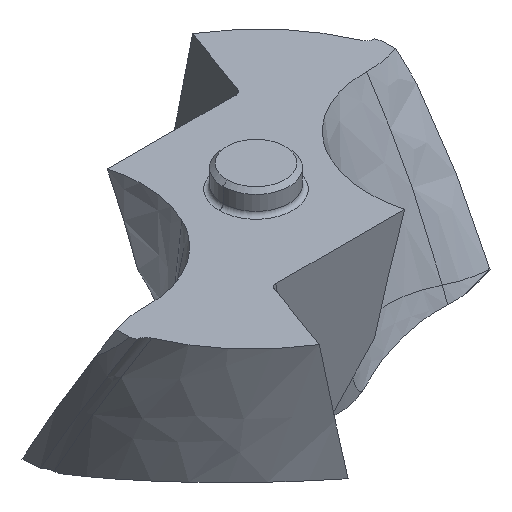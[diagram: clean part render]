
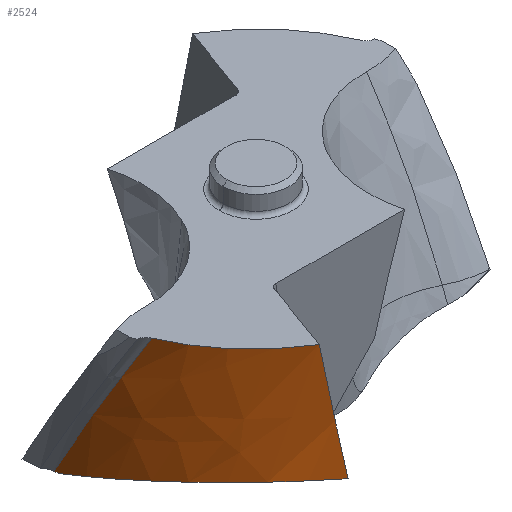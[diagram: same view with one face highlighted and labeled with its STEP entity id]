
A CAD part, isometric view. The second image highlights one B-rep face of the part: STEP entity #2524.
In plain terms, the highlighted free-form (B-spline) face has degree [3, 3] with [7, 5] control points.
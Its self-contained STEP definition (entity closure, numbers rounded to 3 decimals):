
#169=CARTESIAN_POINT('',(-3.871,-6.251,
0.));
#170=CARTESIAN_POINT('',(-4.426,-5.918,
0.));
#171=CARTESIAN_POINT('',(-5.621,-4.966,
0.));
#172=CARTESIAN_POINT('',(-6.47,-3.683,
0.));
#173=CARTESIAN_POINT('',(-6.812,-2.887,
0.));
#464=CARTESIAN_POINT('',(-7.398,0.2,
-5.587));
#780=CARTESIAN_POINT('',(-3.15,-6.612,
-4.546));
#781=CARTESIAN_POINT('',(-3.339,-6.524,
-4.511));
#782=CARTESIAN_POINT('',(-3.706,-6.333,
-4.452));
#783=CARTESIAN_POINT('',(-4.201,-6.027,
-4.39));
#784=CARTESIAN_POINT('',(-4.697,-5.661,
-4.351));
#785=CARTESIAN_POINT('',(-5.146,-5.269,
-4.34));
#786=CARTESIAN_POINT('',(-5.556,-4.848,
-4.354));
#787=CARTESIAN_POINT('',(-5.926,-4.402,
-4.392));
#788=CARTESIAN_POINT('',(-6.262,-3.921,
-4.455));
#789=CARTESIAN_POINT('',(-6.544,-3.445,
-4.537));
#790=CARTESIAN_POINT('',(-6.805,-2.911,
-4.649));
#791=CARTESIAN_POINT('',(-7.016,-2.366,
-4.784));
#792=CARTESIAN_POINT('',(-7.179,-1.824,
-4.934));
#793=CARTESIAN_POINT('',(-7.308,-1.222,
-5.12));
#794=CARTESIAN_POINT('',(-7.382,-0.631,
-5.322));
#795=CARTESIAN_POINT('',(-7.401,-0.212,
-5.478));
#796=CARTESIAN_POINT('',(-7.401,0.,
-5.56));
#798=CARTESIAN_POINT('',(-7.401,0.,
-5.56));
#799=CARTESIAN_POINT('',(-7.401,0.022,
-5.563));
#800=CARTESIAN_POINT('',(-7.4,0.067,
-5.569));
#801=CARTESIAN_POINT('',(-7.399,0.133,
-5.578));
#802=CARTESIAN_POINT('',(-7.398,0.177,
-5.584));
#803=CARTESIAN_POINT('',(-7.398,0.2,
-5.587));
#805=CARTESIAN_POINT('',(-7.398,0.2,
-5.587));
#806=CARTESIAN_POINT('',(-7.418,-0.403,
-4.491));
#807=CARTESIAN_POINT('',(-7.318,-1.449,
-2.629));
#808=CARTESIAN_POINT('',(-6.986,-2.475,
-0.766));
#809=CARTESIAN_POINT('',(-6.812,-2.887,
0.));
#811=CARTESIAN_POINT('',(-3.871,-6.251,
0.));
#812=CARTESIAN_POINT('',(-3.813,-6.27,
-0.348));
#813=CARTESIAN_POINT('',(-3.704,-6.307,
-1.004));
#814=CARTESIAN_POINT('',(-3.561,-6.362,
-1.872));
#815=CARTESIAN_POINT('',(-3.439,-6.419,
-2.628));
#816=CARTESIAN_POINT('',(-3.333,-6.478,
-3.312));
#817=CARTESIAN_POINT('',(-3.237,-6.542,
-3.947));
#818=CARTESIAN_POINT('',(-3.178,-6.588,
-4.351));
#819=CARTESIAN_POINT('',(-3.15,-6.612,
-4.546));
#971=CARTESIAN_POINT('',(-3.871,-6.251,
0.));
#972=VERTEX_POINT('',#971);
#973=VERTEX_POINT('',#173);
#1004=CARTESIAN_POINT('',(-7.401,0.,
-5.56));
#1005=VERTEX_POINT('',#1004);
#1006=VERTEX_POINT('',#780);
#1021=VERTEX_POINT('',#464);
#2480=CARTESIAN_POINT('',(-3.471,-6.531,
-5.643));
#2481=CARTESIAN_POINT('',(-3.024,-6.674,
-4.529));
#2482=CARTESIAN_POINT('',(-2.123,-6.943,
-2.63));
#2483=CARTESIAN_POINT('',(-0.981,-7.19,
-0.731));
#2484=CARTESIAN_POINT('',(-0.47,-7.281,
0.053));
#2485=CARTESIAN_POINT('',(-3.56,-6.484,
-5.643));
#2486=CARTESIAN_POINT('',(-3.115,-6.636,
-4.529));
#2487=CARTESIAN_POINT('',(-2.217,-6.918,
-2.63));
#2488=CARTESIAN_POINT('',(-1.079,-7.18,
-0.731));
#2489=CARTESIAN_POINT('',(-0.569,-7.277,
0.053));
#2490=CARTESIAN_POINT('',(-4.418,-6.006,
-5.643));
#2491=CARTESIAN_POINT('',(-3.994,-6.239,
-4.529));
#2492=CARTESIAN_POINT('',(-3.131,-6.659,
-2.63));
#2493=CARTESIAN_POINT('',(-2.028,-7.058,
-0.731));
#2494=CARTESIAN_POINT('',(-1.533,-7.212,
0.053));
#2495=CARTESIAN_POINT('',(-5.858,-4.775,
-5.643));
#2496=CARTESIAN_POINT('',(-5.504,-5.153,
-4.529));
#2497=CARTESIAN_POINT('',(-4.76,-5.82,
-2.63));
#2498=CARTESIAN_POINT('',(-3.776,-6.466,
-0.731));
#2499=CARTESIAN_POINT('',(-3.33,-6.722,
0.053));
#2500=CARTESIAN_POINT('',(-7.174,-2.399,
-5.643));
#2501=CARTESIAN_POINT('',(-6.986,-2.936,
-4.529));
#2502=CARTESIAN_POINT('',(-6.526,-3.875,
-2.63));
#2503=CARTESIAN_POINT('',(-5.826,-4.793,
-0.731));
#2504=CARTESIAN_POINT('',(-5.497,-5.161,
0.053));
#2505=CARTESIAN_POINT('',(-7.432,-0.597,
-5.643));
#2506=CARTESIAN_POINT('',(-7.386,-1.195,
-4.529));
#2507=CARTESIAN_POINT('',(-7.17,-2.236,
-2.63));
#2508=CARTESIAN_POINT('',(-6.713,-3.255,
-0.731));
#2509=CARTESIAN_POINT('',(-6.484,-3.666,
0.053));
#2510=CARTESIAN_POINT('',(-7.394,0.311,
-5.643));
#2511=CARTESIAN_POINT('',(-7.424,-0.303,
-4.529));
#2512=CARTESIAN_POINT('',(-7.335,-1.372,
-2.63));
#2513=CARTESIAN_POINT('',(-7.006,-2.42,
-0.731));
#2514=CARTESIAN_POINT('',(-6.831,-2.842,
0.053));
#2515=B_SPLINE_SURFACE_WITH_KNOTS('',3,3,((#2480,#2481,#2482,#2483,#2484),
(#2485,#2486,#2487,#2488,#2489),(#2490,#2491,#2492,#2493,#2494),(#2495,#2496,
#2497,#2498,#2499),(#2500,#2501,#2502,#2503,#2504),(#2505,#2506,#2507,#2508,
#2509),(#2510,#2511,#2512,#2513,#2514)),.UNSPECIFIED.,.F.,.F.,.F.,(4,1,1,1,4),
(4,1,4),(0.222,0.25,0.5,0.75,1.008),(
0.065,3.927,6.643),.UNSPECIFIED.);
#2516=ORIENTED_EDGE('',*,*,#1701,.T.);
#2517=ORIENTED_EDGE('',*,*,#1745,.T.);
#2518=ORIENTED_EDGE('',*,*,#2468,.T.);
#2519=ORIENTED_EDGE('',*,*,#1307,.F.);
#2521=ORIENTED_EDGE('',*,*,#2520,.T.);
#2522=EDGE_LOOP('',(#2516,#2517,#2518,#2519,#2521));
#2523=FACE_OUTER_BOUND('',#2522,.F.);
#174=B_SPLINE_CURVE_WITH_KNOTS('',3,(#169,#170,#171,#172,#173),.UNSPECIFIED.,
.F.,.F.,(4,1,4),(0.,0.428,1.),.UNSPECIFIED.);
#797=B_SPLINE_CURVE_WITH_KNOTS('',3,(#780,#781,#782,#783,#784,#785,#786,#787,
#788,#789,#790,#791,#792,#793,#794,#795,#796),.UNSPECIFIED.,.F.,.F.,(4,1,1,1,1,
1,1,1,1,1,1,1,1,1,4),(0.,0.071,0.143,
0.214,0.286,0.357,0.429,0.5,
0.571,0.643,0.714,0.786,
0.857,0.929,1.),.UNSPECIFIED.);
#804=B_SPLINE_CURVE_WITH_KNOTS('',3,(#798,#799,#800,#801,#802,#803),
.UNSPECIFIED.,.F.,.F.,(4,1,1,4),(0.,0.333,0.667,1.),
.UNSPECIFIED.);
#810=B_SPLINE_CURVE_WITH_KNOTS('',3,(#805,#806,#807,#808,#809),.UNSPECIFIED.,
.F.,.F.,(4,1,4),(0.,0.588,1.),.UNSPECIFIED.);
#820=B_SPLINE_CURVE_WITH_KNOTS('',3,(#811,#812,#813,#814,#815,#816,#817,#818,
#819),.UNSPECIFIED.,.F.,.F.,(4,1,1,1,1,1,4),(0.,0.167,
0.333,0.5,0.667,0.833,1.),
.UNSPECIFIED.);
#1307=EDGE_CURVE('',#972,#973,#174,.T.);
#1701=EDGE_CURVE('',#1006,#1005,#797,.T.);
#1745=EDGE_CURVE('',#1005,#1021,#804,.T.);
#2468=EDGE_CURVE('',#1021,#973,#810,.T.);
#2520=EDGE_CURVE('',#972,#1006,#820,.T.);
#2524=ADVANCED_FACE('',(#2523),#2515,.F.);
